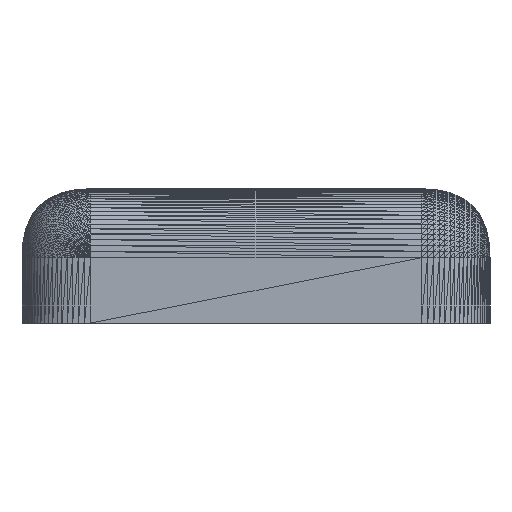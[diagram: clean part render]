
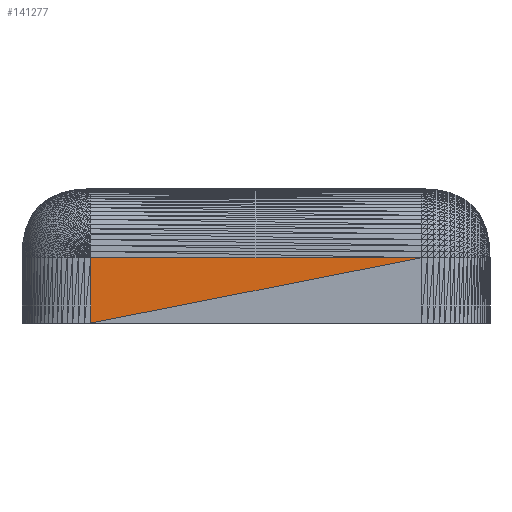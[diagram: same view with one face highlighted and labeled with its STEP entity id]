
A CAD part, front view. The second image highlights one B-rep face of the part: STEP entity #141277.
In plain terms, the highlighted planar face has unit normal (0, -1, 0).
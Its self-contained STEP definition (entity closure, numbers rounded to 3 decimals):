
#245 = LINE ( 'NONE', #164657, #261 ) ;
#258 = LINE ( 'NONE', #164662, #260 ) ;
#260 = VECTOR ( 'NONE', #164664, 1000. ) ;
#261 = VECTOR ( 'NONE', #164668, 1000. ) ;
#588 = LINE ( 'NONE', #4373, #590 ) ;
#590 = VECTOR ( 'NONE', #4375, 1000. ) ;
#4373 = CARTESIAN_POINT ( 'NONE',  ( 24., -85., -2. ) ) ;
#4375 = DIRECTION ( 'NONE',  ( -0.981, 0., -0.194 ) ) ;
#22477 = FACE_OUTER_BOUND ( 'NONE', #72115, .T. ) ;
#24675 = AXIS2_PLACEMENT_3D ( 'NONE', #29054, #29073, #29074 ) ;
#29054 = CARTESIAN_POINT ( 'NONE',  ( -24., -85., -11.5 ) ) ;
#29063 = PLANE ( 'NONE',  #24675 ) ;
#29073 = DIRECTION ( 'NONE',  ( 0., 1., 0. ) ) ;
#29074 = DIRECTION ( 'NONE',  ( 0., 0., 1. ) ) ;
#33552 = CARTESIAN_POINT ( 'NONE',  ( 24., -85., -2. ) ) ;
#33554 = CARTESIAN_POINT ( 'NONE',  ( -24., -85., -11.5 ) ) ;
#41737 = CARTESIAN_POINT ( 'NONE',  ( -24., -85., -2. ) ) ;
#72115 = EDGE_LOOP ( 'NONE', ( #150403, #150404, #150405 ) ) ;
#78318 = VERTEX_POINT ( 'NONE', #41737 ) ;
#135411 = EDGE_CURVE ( 'NONE', #78318, #151535, #258, .T. ) ;
#135413 = EDGE_CURVE ( 'NONE', #151534, #78318, #245, .T. ) ;
#135604 = EDGE_CURVE ( 'NONE', #151534, #151535, #588, .T. ) ;
#141277 = ADVANCED_FACE ( 'NONE', ( #22477 ), #29063, .F. ) ;
#150403 = ORIENTED_EDGE ( 'NONE', *, *, #135604, .F. ) ;
#150404 = ORIENTED_EDGE ( 'NONE', *, *, #135413, .T. ) ;
#150405 = ORIENTED_EDGE ( 'NONE', *, *, #135411, .T. ) ;
#151534 = VERTEX_POINT ( 'NONE', #33552 ) ;
#151535 = VERTEX_POINT ( 'NONE', #33554 ) ;
#164657 = CARTESIAN_POINT ( 'NONE',  ( 24., -85., -2. ) ) ;
#164662 = CARTESIAN_POINT ( 'NONE',  ( -24., -85., -2. ) ) ;
#164664 = DIRECTION ( 'NONE',  ( 0., 0., -1. ) ) ;
#164668 = DIRECTION ( 'NONE',  ( -1., 0., 0. ) ) ;
